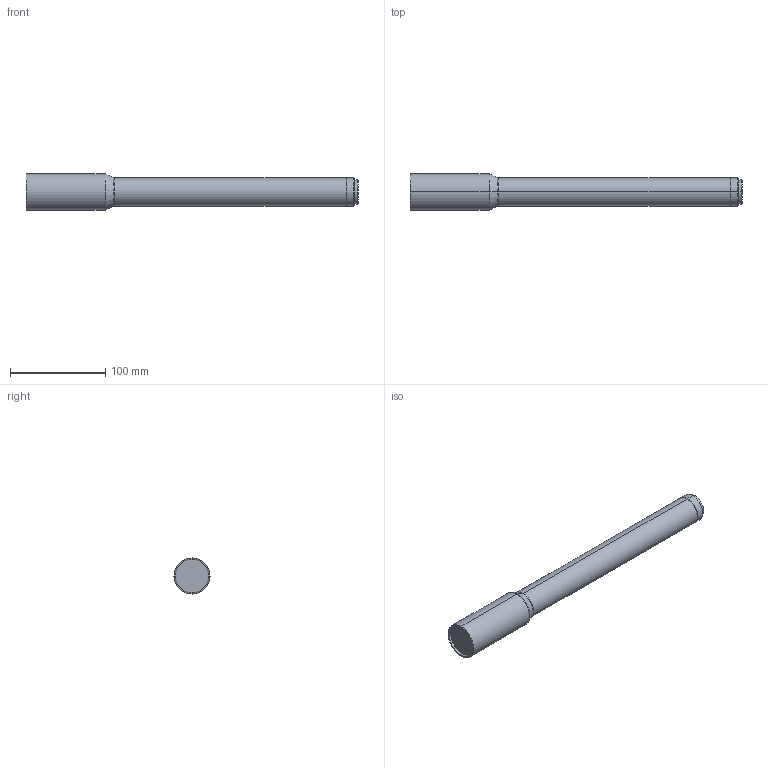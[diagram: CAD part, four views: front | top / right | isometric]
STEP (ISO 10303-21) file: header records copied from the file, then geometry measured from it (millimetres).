
FILE_DESCRIPTION (( 'STEP AP203' ), '1' );
FILE_NAME ('WH06-450A-230D.STEP', '2021-02-01T08:34:33', ( 'Windows User' ), ( 'P R C' ), 'SwSTEP 2.0', 'SolidWorks 2017', '' );
FILE_SCHEMA (( 'CONFIG_CONTROL_DESIGN' ));
Length unit declared in the file: millimetre
Products named in the file (1): WH06-450A-230D
Bounding box: 348.7 x 38 x 38 mm (x, y, z)
Volume: 280739.6 mm3; surface area: 37300.3 mm2
Topology: 1 solids, 1 shells, 33 faces, 64 edges, 36 vertices
Faces by surface type: cylinder 12, cone 12, plane 5, torus 4
Entity records: 915 total; most frequent: DIRECTION 172, CARTESIAN_POINT 134, ORIENTED_EDGE 128, AXIS2_PLACEMENT_3D 74, EDGE_CURVE 64, CIRCLE 40, VERTEX_POINT 36, EDGE_LOOP 36
